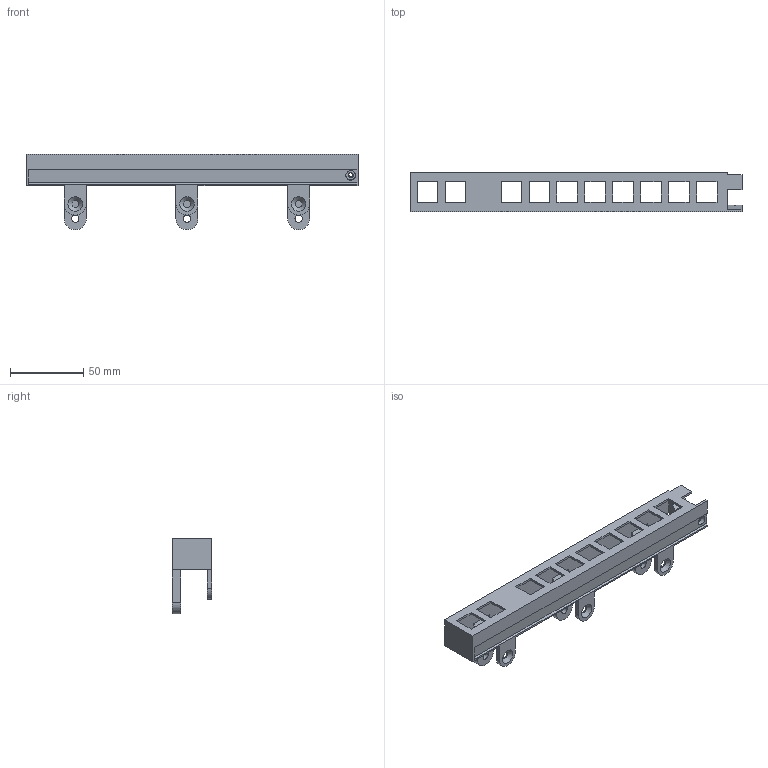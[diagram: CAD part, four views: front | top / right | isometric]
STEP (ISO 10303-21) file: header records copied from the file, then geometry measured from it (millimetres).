
FILE_DESCRIPTION(/* description */ ('STEP AP242','CAx-IF Rec.Pracs.---Representation and Presentation of Product Manufacturing Information (PMI)---4.0---2014-10-13','CAx-IF Rec.Pracs.---3D Tessellated Geometry---0.4---2014-09-14','2;1','CAx-IF Rec.Pracs.---User Defined Attributes---1.5---2016-08-15'),/* implementation_level */ '2;1');
FILE_NAME(/* name */ '6915e8a3b8158ff055392d80',/* time_stamp */ '2025-11-13T14:18:12Z',/* author */ (''),/* organization */ (''),/* preprocessor_version */ 'ST-DEVELOPER v20',/* originating_system */ 'ONSHAPE BY PTC INC, 1.206',/* authorisation */ ' ');
FILE_SCHEMA (('AP242_MANAGED_MODEL_BASED_3D_ENGINEERING_MIM_LF { 1 0 10303 442 1 1 4 }'));
Length unit declared in the file: metre
Products named in the file (1): Part 1
Bounding box: 226.57 x 27.23 x 51.5 mm (x, y, z)
Volume: 35610.1 mm3; surface area: 35529.6 mm2
Topology: 1 solids, 1 shells, 122 faces, 351 edges, 230 vertices
Faces by surface type: plane 101, cylinder 15, cone 6
Full cylindrical faces by diameter (mm): 3.4 x2, 5 x6, 6.5 x1
Entity records: 3938 total; most frequent: CARTESIAN_POINT 685, ORIENTED_EDGE 668, DIRECTION 618, EDGE_CURVE 334, LINE 296, VECTOR 296, VERTEX_POINT 228, EDGE_LOOP 172
